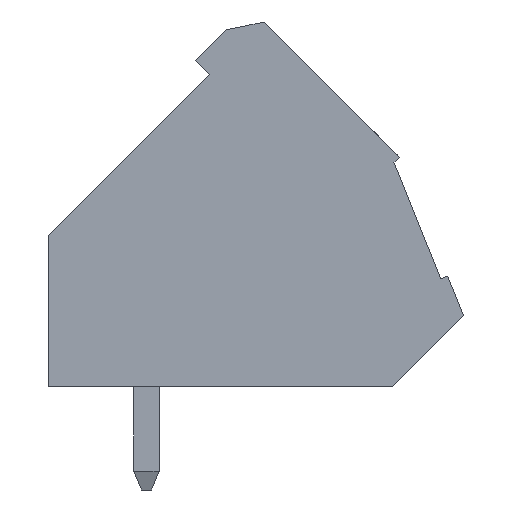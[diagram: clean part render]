
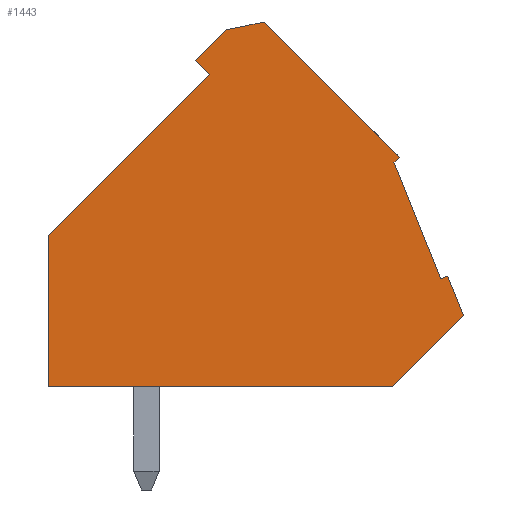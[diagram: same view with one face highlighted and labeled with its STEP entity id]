
A CAD part, left-side view. The second image highlights one B-rep face of the part: STEP entity #1443.
In plain terms, the highlighted planar face has unit normal (-1, 0, 0).
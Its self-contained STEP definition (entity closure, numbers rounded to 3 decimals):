
#1443 = ADVANCED_FACE( '', ( #3091 ), #3092, .F. );
#3091 = FACE_OUTER_BOUND( '', #4995, .T. );
#3092 = PLANE( '', #4996 );
#4995 = EDGE_LOOP( '', ( #8961, #8962, #8963, #8964, #8965, #8966, #8967, #8968, #8969, #8970, #8971, #8972 ) );
#4996 = AXIS2_PLACEMENT_3D( '', #8973, #8974, #8975 );
#8961 = ORIENTED_EDGE( '', *, *, #13533, .F. );
#8962 = ORIENTED_EDGE( '', *, *, #13436, .F. );
#8963 = ORIENTED_EDGE( '', *, *, #13534, .F. );
#8964 = ORIENTED_EDGE( '', *, *, #13535, .F. );
#8965 = ORIENTED_EDGE( '', *, *, #13536, .F. );
#8966 = ORIENTED_EDGE( '', *, *, #13194, .F. );
#8967 = ORIENTED_EDGE( '', *, *, #12549, .F. );
#8968 = ORIENTED_EDGE( '', *, *, #13537, .F. );
#8969 = ORIENTED_EDGE( '', *, *, #12354, .F. );
#8970 = ORIENTED_EDGE( '', *, *, #13138, .F. );
#8971 = ORIENTED_EDGE( '', *, *, #12059, .F. );
#8972 = ORIENTED_EDGE( '', *, *, #12978, .F. );
#8973 = CARTESIAN_POINT( '', ( -36.26, 0., 0. ) );
#8974 = DIRECTION( '', ( 1., 0., 0. ) );
#8975 = DIRECTION( '', ( 0., 0., -1. ) );
#12059 = EDGE_CURVE( '', #14587, #14589, #14590, .T. );
#12354 = EDGE_CURVE( '', #15103, #15104, #15105, .T. );
#12549 = EDGE_CURVE( '', #15429, #15426, #15431, .T. );
#12978 = EDGE_CURVE( '', #16129, #14587, #16131, .T. );
#13138 = EDGE_CURVE( '', #14589, #15103, #16365, .T. );
#13194 = EDGE_CURVE( '', #15426, #16437, #16438, .T. );
#13436 = EDGE_CURVE( '', #16785, #16786, #16787, .T. );
#13533 = EDGE_CURVE( '', #16786, #16129, #16924, .T. );
#13534 = EDGE_CURVE( '', #16925, #16785, #16926, .T. );
#13535 = EDGE_CURVE( '', #16927, #16925, #16928, .T. );
#13536 = EDGE_CURVE( '', #16437, #16927, #16929, .T. );
#13537 = EDGE_CURVE( '', #15104, #15429, #16930, .T. );
#14587 = VERTEX_POINT( '', #18266 );
#14589 = VERTEX_POINT( '', #18269 );
#14590 = LINE( '', #18270, #18271 );
#15103 = VERTEX_POINT( '', #19010 );
#15104 = VERTEX_POINT( '', #19011 );
#15105 = LINE( '', #19012, #19013 );
#15426 = VERTEX_POINT( '', #19485 );
#15429 = VERTEX_POINT( '', #19490 );
#15431 = LINE( '', #19493, #19494 );
#16129 = VERTEX_POINT( '', #20582 );
#16131 = LINE( '', #20585, #20586 );
#16365 = LINE( '', #20941, #20942 );
#16437 = VERTEX_POINT( '', #21050 );
#16438 = LINE( '', #21051, #21052 );
#16785 = VERTEX_POINT( '', #21592 );
#16786 = VERTEX_POINT( '', #21593 );
#16787 = LINE( '', #21594, #21595 );
#16924 = LINE( '', #21794, #21795 );
#16925 = VERTEX_POINT( '', #21796 );
#16926 = LINE( '', #21797, #21798 );
#16927 = VERTEX_POINT( '', #21799 );
#16928 = LINE( '', #21800, #21801 );
#16929 = LINE( '', #21802, #21803 );
#16930 = LINE( '', #21804, #21805 );
#18266 = CARTESIAN_POINT( '', ( -36.26, 6.836, -3. ) );
#18269 = CARTESIAN_POINT( '', ( -36.26, 6.836, 3. ) );
#18270 = CARTESIAN_POINT( '', ( -36.26, 6.836, -3. ) );
#18271 = VECTOR( '', #23200, 1000. );
#19010 = CARTESIAN_POINT( '', ( -36.26, 0.422, 9.414 ) );
#19011 = CARTESIAN_POINT( '', ( -36.26, 0.987, 9.98 ) );
#19012 = CARTESIAN_POINT( '', ( -36.26, 0.422, 9.414 ) );
#19013 = VECTOR( '', #23469, 1000. );
#19485 = CARTESIAN_POINT( '', ( -36.26, -1.735, 11.5 ) );
#19490 = CARTESIAN_POINT( '', ( -36.26, -0.215, 11.182 ) );
#19493 = CARTESIAN_POINT( '', ( -36.26, -0.215, 11.182 ) );
#19494 = VECTOR( '', #23687, 1000. );
#20582 = CARTESIAN_POINT( '', ( -36.26, -6.836, -3. ) );
#20585 = CARTESIAN_POINT( '', ( -36.26, -6.836, -3. ) );
#20586 = VECTOR( '', #24076, 1000. );
#20941 = CARTESIAN_POINT( '', ( -36.26, 6.836, 3. ) );
#20942 = VECTOR( '', #24234, 1000. );
#21050 = CARTESIAN_POINT( '', ( -36.26, -7.109, 6.126 ) );
#21051 = CARTESIAN_POINT( '', ( -36.26, -1.735, 11.5 ) );
#21052 = VECTOR( '', #24283, 1000. );
#21592 = CARTESIAN_POINT( '', ( -36.26, -9.031, 1.406 ) );
#21593 = CARTESIAN_POINT( '', ( -36.26, -9.664, -0.172 ) );
#21594 = CARTESIAN_POINT( '', ( -36.26, -9.031, 1.406 ) );
#21595 = VECTOR( '', #24519, 1000. );
#21794 = CARTESIAN_POINT( '', ( -36.26, -9.664, -0.172 ) );
#21795 = VECTOR( '', #24612, 1000. );
#21796 = CARTESIAN_POINT( '', ( -36.26, -8.752, 1.294 ) );
#21797 = CARTESIAN_POINT( '', ( -36.26, -8.752, 1.294 ) );
#21798 = VECTOR( '', #24613, 1000. );
#21799 = CARTESIAN_POINT( '', ( -36.26, -6.897, 5.914 ) );
#21800 = CARTESIAN_POINT( '', ( -36.26, -6.897, 5.914 ) );
#21801 = VECTOR( '', #24614, 1000. );
#21802 = CARTESIAN_POINT( '', ( -36.26, -7.109, 6.126 ) );
#21803 = VECTOR( '', #24615, 1000. );
#21804 = CARTESIAN_POINT( '', ( -36.26, 0.987, 9.98 ) );
#21805 = VECTOR( '', #24616, 1000. );
#23200 = DIRECTION( '', ( 0., 0., 1. ) );
#23469 = DIRECTION( '', ( 0., 0.707, 0.707 ) );
#23687 = DIRECTION( '', ( 0., -0.979, 0.205 ) );
#24076 = DIRECTION( '', ( 0., 1., 0. ) );
#24234 = DIRECTION( '', ( 0., -0.707, 0.707 ) );
#24283 = DIRECTION( '', ( 0., -0.707, -0.707 ) );
#24519 = DIRECTION( '', ( 0., -0.373, -0.928 ) );
#24612 = DIRECTION( '', ( 0., 0.707, -0.707 ) );
#24613 = DIRECTION( '', ( 0., -0.928, 0.373 ) );
#24614 = DIRECTION( '', ( 0., -0.373, -0.928 ) );
#24615 = DIRECTION( '', ( 0., 0.707, -0.707 ) );
#24616 = DIRECTION( '', ( 0., -0.707, 0.707 ) );
